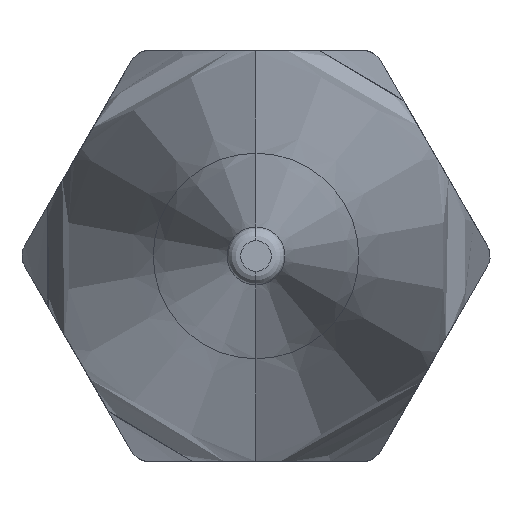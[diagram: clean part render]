
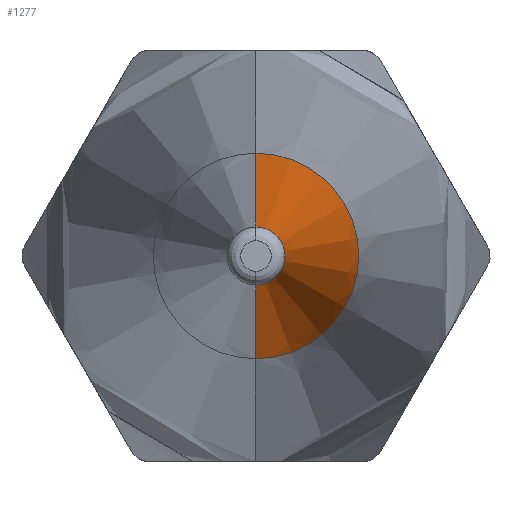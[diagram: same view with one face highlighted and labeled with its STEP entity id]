
A CAD part, front view. The second image highlights one B-rep face of the part: STEP entity #1277.
In plain terms, the highlighted conical face has half-angle 7.5 degrees and reference radius 4.35 mm.
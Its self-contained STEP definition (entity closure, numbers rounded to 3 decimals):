
#109 = CIRCLE ( 'NONE', #3545, 0.423 ) ;
#160 = ORIENTED_EDGE ( 'NONE', *, *, #4756, .T. ) ;
#250 = DIRECTION ( 'NONE',  ( 0., 0.991, 0.131 ) ) ;
#560 = ORIENTED_EDGE ( 'NONE', *, *, #2281, .T. ) ;
#688 = EDGE_CURVE ( 'NONE', #2909, #2552, #4067, .T. ) ;
#726 = CARTESIAN_POINT ( 'NONE',  ( 0., 8.355, 0. ) ) ;
#1044 = ORIENTED_EDGE ( 'NONE', *, *, #688, .T. ) ;
#1109 = CARTESIAN_POINT ( 'NONE',  ( 0., 30., 0. ) ) ;
#1217 = VECTOR ( 'NONE', #4928, 1000. ) ;
#1277 = ADVANCED_FACE ( 'NONE', ( #4463 ), #4052, .T. ) ;
#1327 = LINE ( 'NONE', #4134, #5473 ) ;
#1466 = EDGE_CURVE ( 'NONE', #3051, #5375, #1327, .T. ) ;
#2178 = DIRECTION ( 'NONE',  ( 0., -1., 0. ) ) ;
#2247 = DIRECTION ( 'NONE',  ( 0., 0., 1. ) ) ;
#2265 = CARTESIAN_POINT ( 'NONE',  ( 0., 8.355, 1.5 ) ) ;
#2281 = EDGE_CURVE ( 'NONE', #3051, #2909, #109, .T. ) ;
#2348 = AXIS2_PLACEMENT_3D ( 'NONE', #1109, #3598, #3042 ) ;
#2552 = VERTEX_POINT ( 'NONE', #5828 ) ;
#2632 = DIRECTION ( 'NONE',  ( 0., 1., 0. ) ) ;
#2909 = VERTEX_POINT ( 'NONE', #3865 ) ;
#3042 = DIRECTION ( 'NONE',  ( 0., 0., 1. ) ) ;
#3051 = VERTEX_POINT ( 'NONE', #3450 ) ;
#3450 = CARTESIAN_POINT ( 'NONE',  ( 0., 0.174, 0.423 ) ) ;
#3459 = CARTESIAN_POINT ( 'NONE',  ( 0., 30., -4.35 ) ) ;
#3545 = AXIS2_PLACEMENT_3D ( 'NONE', #5897, #2632, #4520 ) ;
#3598 = DIRECTION ( 'NONE',  ( 0., 1., 0. ) ) ;
#3864 = EDGE_LOOP ( 'NONE', ( #560, #1044, #160, #5983 ) ) ;
#3865 = CARTESIAN_POINT ( 'NONE',  ( 0., 0.174, -0.423 ) ) ;
#4052 = CONICAL_SURFACE ( 'NONE', #2348, 4.35, 0.131 ) ;
#4067 = LINE ( 'NONE', #3459, #1217 ) ;
#4134 = CARTESIAN_POINT ( 'NONE',  ( 0., 30., 4.35 ) ) ;
#4463 = FACE_OUTER_BOUND ( 'NONE', #3864, .T. ) ;
#4520 = DIRECTION ( 'NONE',  ( 0., 0., 1. ) ) ;
#4745 = CIRCLE ( 'NONE', #5940, 1.5 ) ;
#4756 = EDGE_CURVE ( 'NONE', #2552, #5375, #4745, .T. ) ;
#4928 = DIRECTION ( 'NONE',  ( 0., 0.991, -0.131 ) ) ;
#5375 = VERTEX_POINT ( 'NONE', #2265 ) ;
#5473 = VECTOR ( 'NONE', #250, 1000. ) ;
#5828 = CARTESIAN_POINT ( 'NONE',  ( 0., 8.355, -1.5 ) ) ;
#5897 = CARTESIAN_POINT ( 'NONE',  ( 0., 0.174, 0. ) ) ;
#5940 = AXIS2_PLACEMENT_3D ( 'NONE', #726, #2178, #2247 ) ;
#5983 = ORIENTED_EDGE ( 'NONE', *, *, #1466, .F. ) ;
